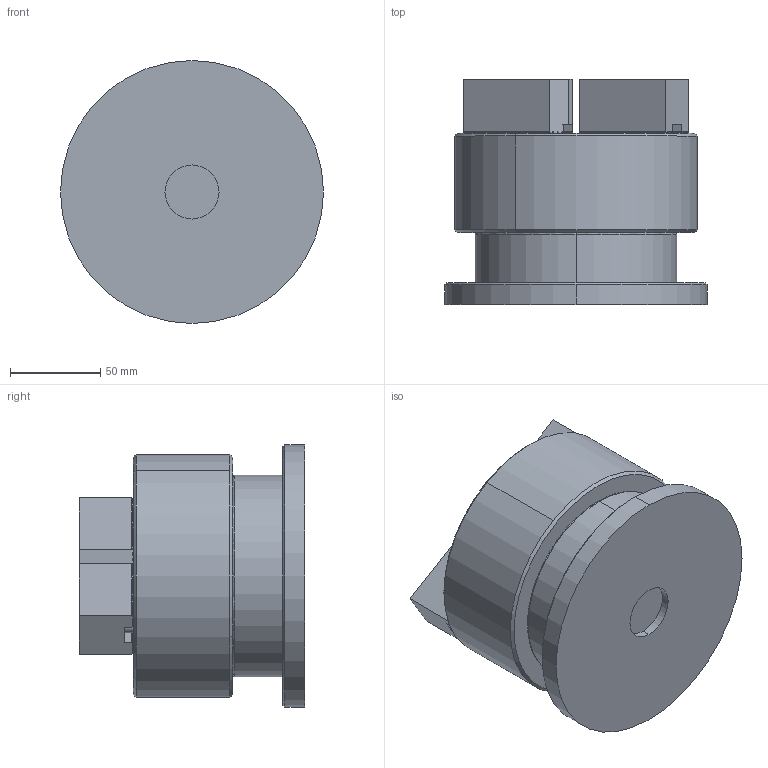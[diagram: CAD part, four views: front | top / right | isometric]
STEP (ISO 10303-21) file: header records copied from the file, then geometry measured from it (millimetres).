
FILE_DESCRIPTION (( 'STEP AP203' ), '1' );
FILE_NAME ('CF-VP-205.STEP', '2020-01-21T09:44:08', ( 'temp' ), ( '' ), 'SwSTEP 2.0', 'SolidWorks 2016', '' );
FILE_SCHEMA (( 'CONFIG_CONTROL_DESIGN' ));
Length unit declared in the file: millimetre
Products named in the file (9): 圓頭內六角螺栓; CF-VP-205; CF-VP-205-01000; CF-VP-205-02000; CF-VP-205-05000; CF-VP-205-06000; SJ-05; 錐平頭六角孔螺栓_M4x12; 圓頭內六角螺栓_M8x25
Assembly tree (14 placements, depth 2):
  CF-VP-205
    CF-VP-205-01000
    CF-VP-205-02000
    CF-VP-205-05000
    CF-VP-205-06000
    SJ-05  x2
    錐平頭六角孔螺栓_M4x12  x4
    圓頭內六角螺栓_M8x25  x2
    圓頭內六角螺栓  x2
Bounding box: 146 x 125 x 146 mm (x, y, z)
Volume: 1191626.5 mm3; surface area: 165253.7 mm2
Topology: 14 solids, 14 shells, 965 faces, 2660 edges, 1730 vertices
Faces by surface type: plane 643, cylinder 244, cone 76, bspline 2
Entity records: 16613 total; most frequent: CARTESIAN_POINT 3271, ORIENTED_EDGE 2696, DIRECTION 2380, EDGE_CURVE 1348, LINE 1008, VECTOR 1008, VERTEX_POINT 881, AXIS2_PLACEMENT_3D 686
